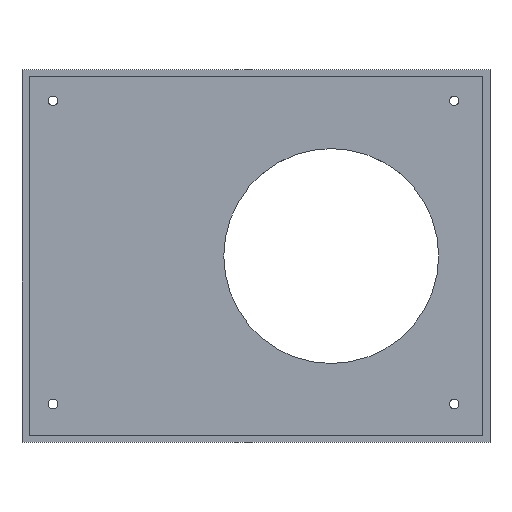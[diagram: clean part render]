
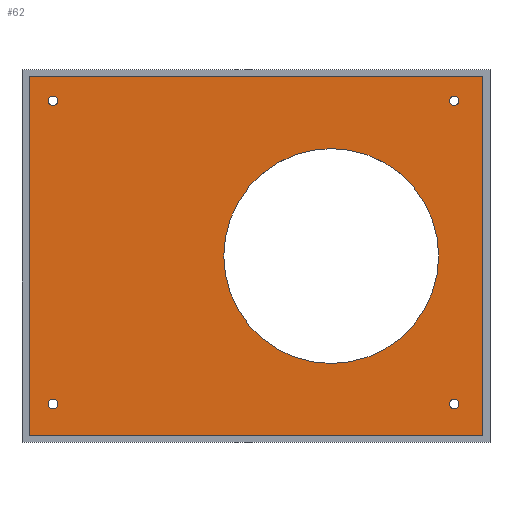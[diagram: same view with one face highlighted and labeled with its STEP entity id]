
A CAD part, top view. The second image highlights one B-rep face of the part: STEP entity #62.
In plain terms, the highlighted planar face has unit normal (0, 0, 1).
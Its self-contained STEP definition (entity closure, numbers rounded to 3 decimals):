
#62=ADVANCED_FACE('',(#250,#252,#254,#256,#258,#260),#262,.T.);
#250=FACE_BOUND('',#251,.T.);
#251=EDGE_LOOP('',(#422,#423,#424,#425));
#252=FACE_BOUND('',#253,.T.);
#253=EDGE_LOOP('',(#426));
#254=FACE_BOUND('',#255,.T.);
#255=EDGE_LOOP('',(#427));
#256=FACE_BOUND('',#257,.T.);
#257=EDGE_LOOP('',(#428));
#258=FACE_BOUND('',#259,.T.);
#259=EDGE_LOOP('',(#429));
#260=FACE_BOUND('',#261,.T.);
#261=EDGE_LOOP('',(#430));
#262=PLANE('',#263);
#263=AXIS2_PLACEMENT_3D('',#264,#265,#266);
#264=CARTESIAN_POINT('',(0.,0.,3.));
#265=DIRECTION('',(0.,0.,1.));
#266=DIRECTION('',(-1.,0.,0.));
#422=ORIENTED_EDGE('',*,*,#498,.T.);
#423=ORIENTED_EDGE('',*,*,#499,.T.);
#424=ORIENTED_EDGE('',*,*,#500,.T.);
#425=ORIENTED_EDGE('',*,*,#501,.T.);
#426=ORIENTED_EDGE('',*,*,#502,.T.);
#427=ORIENTED_EDGE('',*,*,#503,.T.);
#428=ORIENTED_EDGE('',*,*,#504,.T.);
#429=ORIENTED_EDGE('',*,*,#505,.T.);
#430=ORIENTED_EDGE('',*,*,#506,.T.);
#498=EDGE_CURVE('',#545,#546,#547,.T.);
#499=EDGE_CURVE('',#546,#548,#549,.T.);
#500=EDGE_CURVE('',#548,#550,#551,.T.);
#501=EDGE_CURVE('',#550,#545,#552,.T.);
#502=EDGE_CURVE('',#553,#553,#554,.F.);
#503=EDGE_CURVE('',#555,#555,#556,.F.);
#504=EDGE_CURVE('',#557,#557,#558,.F.);
#505=EDGE_CURVE('',#559,#559,#560,.T.);
#506=EDGE_CURVE('',#561,#561,#562,.F.);
#545=VERTEX_POINT('',#636);
#546=VERTEX_POINT('',#637);
#547=LINE('',#638,#639);
#548=VERTEX_POINT('',#641);
#549=LINE('',#642,#643);
#550=VERTEX_POINT('',#645);
#551=LINE('',#646,#647);
#552=LINE('',#649,#650);
#553=VERTEX_POINT('',#652);
#554=CIRCLE('',#653,2.);
#555=VERTEX_POINT('',#657);
#556=CIRCLE('',#658,2.);
#557=VERTEX_POINT('',#662);
#558=CIRCLE('',#663,2.);
#559=VERTEX_POINT('',#667);
#560=CIRCLE('',#668,45.);
#561=VERTEX_POINT('',#672);
#562=CIRCLE('',#673,2.);
#636=CARTESIAN_POINT('',(-95.,75.,3.));
#637=CARTESIAN_POINT('',(-95.,-75.,3.));
#638=CARTESIAN_POINT('',(-95.,75.,3.));
#639=VECTOR('',#640,1.);
#640=DIRECTION('',(0.,-1.,0.));
#641=CARTESIAN_POINT('',(95.,-75.,3.));
#642=CARTESIAN_POINT('',(-95.,-75.,3.));
#643=VECTOR('',#644,1.);
#644=DIRECTION('',(1.,0.,0.));
#645=CARTESIAN_POINT('',(95.,75.,3.));
#646=CARTESIAN_POINT('',(95.,-75.,3.));
#647=VECTOR('',#648,1.);
#648=DIRECTION('',(0.,1.,0.));
#649=CARTESIAN_POINT('',(95.,75.,3.));
#650=VECTOR('',#651,1.);
#651=DIRECTION('',(-1.,0.,0.));
#652=CARTESIAN_POINT('',(85.,65.,3.));
#653=AXIS2_PLACEMENT_3D('',#654,#655,#656);
#654=CARTESIAN_POINT('',(83.,65.,3.));
#655=DIRECTION('',(0.,0.,1.));
#656=DIRECTION('',(1.,0.,0.));
#657=CARTESIAN_POINT('',(-83.,-62.,3.));
#658=AXIS2_PLACEMENT_3D('',#659,#660,#661);
#659=CARTESIAN_POINT('',(-85.,-62.,3.));
#660=DIRECTION('',(0.,0.,1.));
#661=DIRECTION('',(1.,0.,0.));
#662=CARTESIAN_POINT('',(85.,-62.,3.));
#663=AXIS2_PLACEMENT_3D('',#664,#665,#666);
#664=CARTESIAN_POINT('',(83.,-62.,3.));
#665=DIRECTION('',(0.,0.,1.));
#666=DIRECTION('',(1.,0.,0.));
#667=CARTESIAN_POINT('',(-13.5,0.,3.));
#668=AXIS2_PLACEMENT_3D('',#669,#670,#671);
#669=CARTESIAN_POINT('',(31.5,0.,3.));
#670=DIRECTION('',(0.,0.,-1.));
#671=DIRECTION('',(-1.,0.,0.));
#672=CARTESIAN_POINT('',(-83.,65.,3.));
#673=AXIS2_PLACEMENT_3D('',#674,#675,#676);
#674=CARTESIAN_POINT('',(-85.,65.,3.));
#675=DIRECTION('',(0.,0.,1.));
#676=DIRECTION('',(1.,0.,0.));
